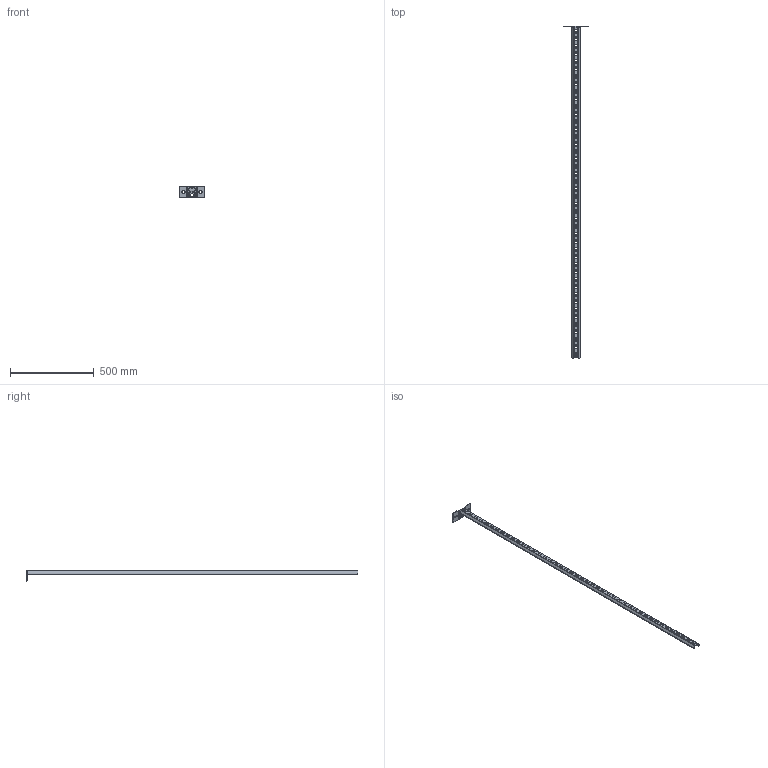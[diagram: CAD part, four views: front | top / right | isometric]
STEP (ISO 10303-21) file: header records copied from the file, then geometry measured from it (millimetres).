
FILE_DESCRIPTION (( 'STEP AP203' ), '1' );
FILE_NAME ('01-02-1074.STEP', '2013-05-02T11:42:35', ( 'asennus' ), ( '' ), 'SwSTEP 2.0', 'SolidWorks 2013', '' );
FILE_SCHEMA (( 'CONFIG_CONTROL_DESIGN' ));
Length unit declared in the file: millimetre
Products named in the file (1): 01-02-1074
Bounding box: 150 x 1988 x 70 mm (x, y, z)
Volume: 268301.3 mm3; surface area: 348924.4 mm2
Topology: 2 solids, 2 shells, 280 faces, 796 edges, 520 vertices
Faces by surface type: cylinder 138, plane 126, torus 16
Entity records: 9423 total; most frequent: DIRECTION 1650, CARTESIAN_POINT 1597, ORIENTED_EDGE 1592, EDGE_CURVE 796, AXIS2_PLACEMENT_3D 573, VERTEX_POINT 520, LINE 504, VECTOR 504
